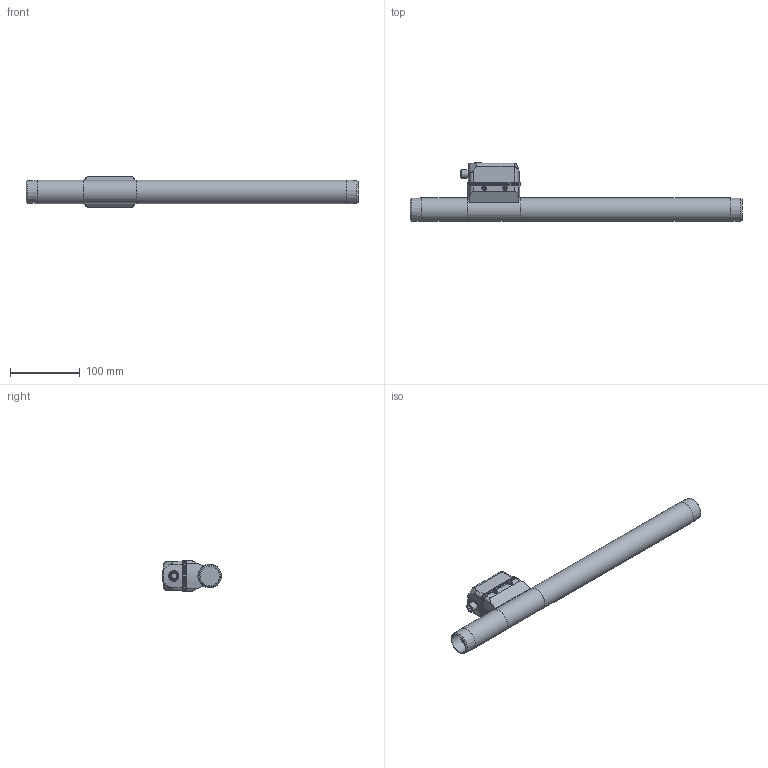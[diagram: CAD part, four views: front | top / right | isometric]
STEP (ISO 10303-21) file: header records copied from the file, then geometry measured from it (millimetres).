
FILE_DESCRIPTION( ( 'STEP AP203' ), '1' );
FILE_NAME( 'SD8500.stp', '2019-08-20T08:28:13', ( '' ), ( '' ), ' ', 'PARTsolutions', ' ' );
FILE_SCHEMA( ( 'CONFIG_CONTROL_DESIGN' ) );
Length unit declared in the file: millimetre
Products named in the file (1): _SD8500
Bounding box: 475 x 84.35 x 45.4 mm (x, y, z)
Volume: 554031.8 mm3; surface area: 68872.6 mm2
Topology: 1 solids, 1 shells, 232 faces, 609 edges, 400 vertices
Faces by surface type: plane 96, cylinder 82, cone 40, torus 9, sphere 5
Full cylindrical faces by diameter (mm): 4.45 x3, 5.5 x2, 8.45 x1, 12 x1, 27.7 x2, 33.2 x1, 33.7 x2
Entity records: 7372 total; most frequent: CARTESIAN_POINT 1636, DIRECTION 1232, ORIENTED_EDGE 1128, EDGE_CURVE 564, AXIS2_PLACEMENT_3D 465, VERTEX_POINT 391, LINE 302, VECTOR 302
